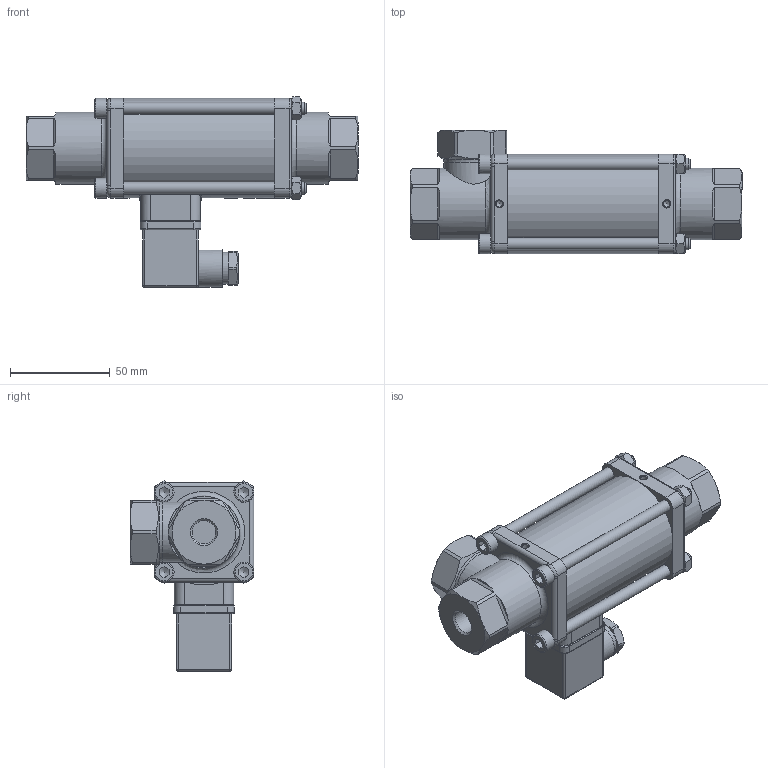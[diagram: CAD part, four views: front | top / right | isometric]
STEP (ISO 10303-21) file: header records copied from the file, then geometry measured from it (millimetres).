
FILE_DESCRIPTION(/* description */ (''),/* implementation_level */ '2;1');
FILE_NAME(/* name */ 'Typ 370 DN10 Ms G14.stp',/* time_stamp */ '2018-10-29T18:31:02+01:00',/* author */ ('scanivar'),/* organization */ (''),/* preprocessor_version */ 'ST-DEVELOPER v15.2',/* originating_system */ 'Autodesk Inventor 2014',/* authorisation */ '');
FILE_SCHEMA (('AUTOMOTIVE_DESIGN { 1 0 10303 214 3 1 1 }'));
Length unit declared in the file: centimetre
Products named in the file (1): BG-93701588
Bounding box: 166.5 x 62 x 95.47 mm (x, y, z)
Volume: 325468.5 mm3; surface area: 50124 mm2
Topology: 1 solids, 1 shells, 376 faces, 954 edges, 591 vertices
Faces by surface type: plane 183, cylinder 102, cone 53, torus 32, sphere 5, bspline 1
Full cylindrical faces by diameter (mm): 2.5 x1, 3.242 x2, 6 x8, 6.5 x8, 7.2 x1, 9.6 x1, 10 x4, 11.445 x1, 11.8 x2, 16 x1, 18.9 x1, 36 x2, 50 x1
Entity records: 11340 total; most frequent: CARTESIAN_POINT 2614, DIRECTION 1748, ORIENTED_EDGE 1690, EDGE_CURVE 845, AXIS2_PLACEMENT_3D 711, VERTEX_POINT 555, EDGE_LOOP 480, ADVANCED_FACE 376
